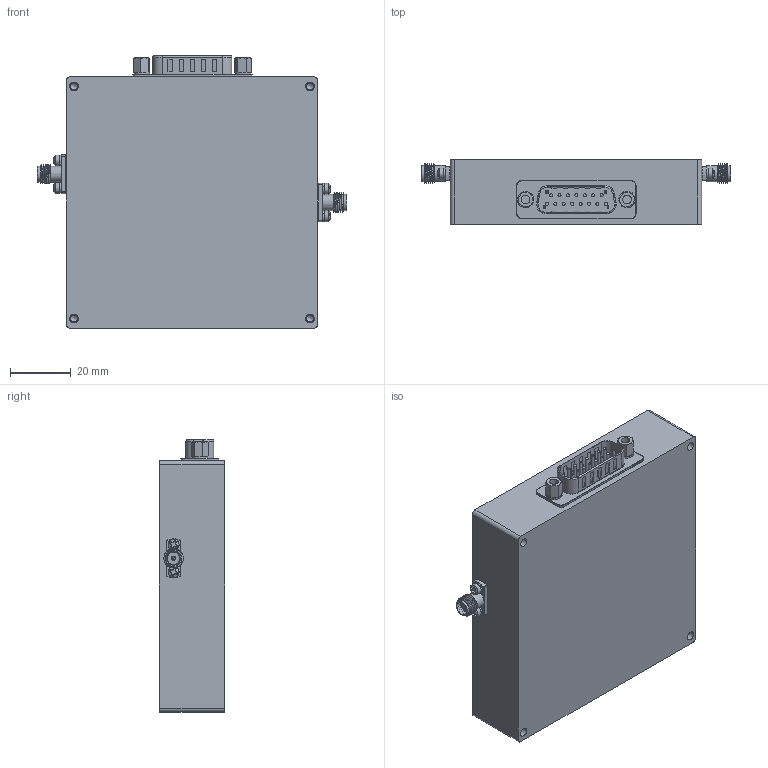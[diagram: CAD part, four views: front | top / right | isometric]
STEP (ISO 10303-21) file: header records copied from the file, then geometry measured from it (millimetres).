
FILE_DESCRIPTION (( 'STEP AP214' ), '1' );
FILE_NAME ('PS-30M2G-8B-SFF.STEP', '2025-01-13T19:14:42', ( '' ), ( '' ), 'SwSTEP 2.0', 'SolidWorks 2024', '' );
FILE_SCHEMA (( 'AUTOMOTIVE_DESIGN' ));
Length unit declared in the file: inch
Products named in the file (1): PS-30M2G-8B-SFF
Bounding box: 101.6 x 21.44 x 89.45 mm (x, y, z)
Volume: 148243.8 mm3; surface area: 38561.9 mm2
Topology: 21 solids, 21 shells, 1030 faces, 3648 edges, 2911 vertices
Faces by surface type: plane 697, cylinder 183, torus 70, cone 56, sphere 20, bspline 4
Full cylindrical faces by diameter (mm): 0.305 x4, 0.559 x2, 1.016 x17, 1.132 x15, 1.27 x2, 1.64 x15, 2.184 x4, 2.261 x6, 2.591 x4, 2.845 x10, 3.1 x2, 3.302 x2, 3.556 x4, 4.191 x4, 4.597 x2, 5.283 x4
Entity records: 60089 total; most frequent: CARTESIAN_POINT 16158, ORIENTED_EDGE 6862, DIRECTION 5390, EDGE_CURVE 3431, VERTEX_POINT 2861, LINE 2076, VECTOR 2076, AXIS2_PLACEMENT_3D 1657
